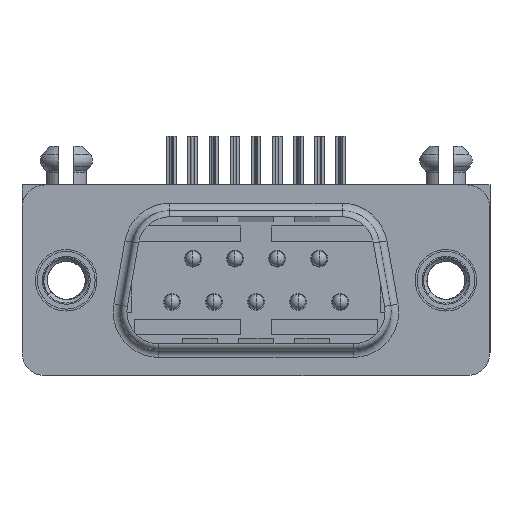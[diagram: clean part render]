
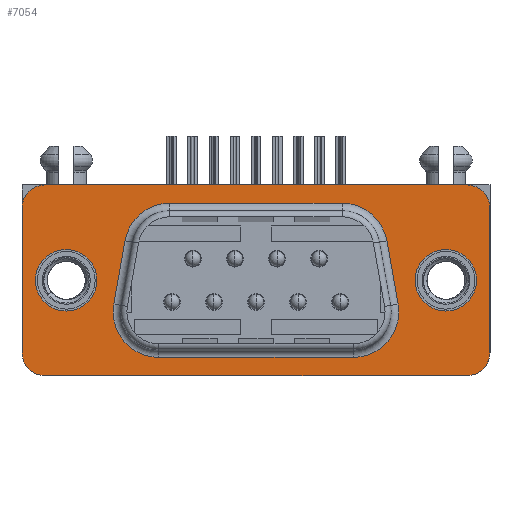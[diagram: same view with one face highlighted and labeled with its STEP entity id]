
A CAD part, front view. The second image highlights one B-rep face of the part: STEP entity #7054.
In plain terms, the highlighted face is planar.
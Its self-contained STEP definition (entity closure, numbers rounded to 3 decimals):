
#5721=CARTESIAN_POINT('',(-12.495,0.,0.));
#5722=DIRECTION('',(0.,1.,0.));
#5723=DIRECTION('',(1.,0.,0.));
#5724=AXIS2_PLACEMENT_3D('',#5721,#5722,#5723);
#5726=CARTESIAN_POINT('',(-12.495,0.,0.));
#5727=DIRECTION('',(0.,1.,0.));
#5728=DIRECTION('',(-1.,0.,0.));
#5729=AXIS2_PLACEMENT_3D('',#5726,#5727,#5728);
#5731=CARTESIAN_POINT('',(12.495,0.,0.));
#5732=DIRECTION('',(0.,1.,0.));
#5733=DIRECTION('',(1.,0.,0.));
#5734=AXIS2_PLACEMENT_3D('',#5731,#5732,#5733);
#5736=CARTESIAN_POINT('',(12.495,0.,0.));
#5737=DIRECTION('',(0.,1.,0.));
#5738=DIRECTION('',(-1.,0.,0.));
#5739=AXIS2_PLACEMENT_3D('',#5736,#5737,#5738);
#5741=DIRECTION('',(0.174,0.,-0.985));
#5742=VECTOR('',#5741,4.224);
#5743=CARTESIAN_POINT('',(8.619,0.,2.601));
#5744=LINE('',#5743,#5742);
#5745=CARTESIAN_POINT('',(6.398,0.,-2.08));
#5746=DIRECTION('',(0.,1.,0.));
#5747=DIRECTION('',(0.985,0.,0.174));
#5748=AXIS2_PLACEMENT_3D('',#5745,#5746,#5747);
#5750=DIRECTION('',(-1.,0.,0.));
#5751=VECTOR('',#5750,12.796);
#5752=CARTESIAN_POINT('',(6.398,0.,-5.08));
#5753=LINE('',#5752,#5751);
#5754=CARTESIAN_POINT('',(-6.398,0.,-2.08));
#5755=DIRECTION('',(0.,1.,0.));
#5756=DIRECTION('',(0.,0.,-1.));
#5757=AXIS2_PLACEMENT_3D('',#5754,#5755,#5756);
#5759=DIRECTION('',(0.174,0.,0.985));
#5760=VECTOR('',#5759,4.224);
#5761=CARTESIAN_POINT('',(-9.352,0.,-1.559));
#5762=LINE('',#5761,#5760);
#5763=CARTESIAN_POINT('',(-5.664,0.,2.08));
#5764=DIRECTION('',(0.,1.,0.));
#5765=DIRECTION('',(-0.985,0.,0.174));
#5766=AXIS2_PLACEMENT_3D('',#5763,#5764,#5765);
#5768=DIRECTION('',(1.,0.,0.));
#5769=VECTOR('',#5768,11.329);
#5770=CARTESIAN_POINT('',(-5.664,0.,5.08));
#5771=LINE('',#5770,#5769);
#5772=CARTESIAN_POINT('',(5.664,0.,2.08));
#5773=DIRECTION('',(0.,1.,0.));
#5774=DIRECTION('',(0.,0.,1.));
#5775=AXIS2_PLACEMENT_3D('',#5772,#5773,#5774);
#5777=DIRECTION('',(1.,0.,0.));
#5778=VECTOR('',#5777,27.8);
#5779=CARTESIAN_POINT('',(-13.9,0.,6.275));
#5780=LINE('',#5779,#5778);
#5781=DIRECTION('',(0.,0.,1.));
#5782=VECTOR('',#5781,9.55);
#5783=CARTESIAN_POINT('',(-15.4,0.,-4.775));
#5784=LINE('',#5783,#5782);
#5785=DIRECTION('',(-1.,0.,0.));
#5786=VECTOR('',#5785,27.8);
#5787=CARTESIAN_POINT('',(13.9,0.,-6.275));
#5788=LINE('',#5787,#5786);
#5789=DIRECTION('',(0.,0.,-1.));
#5790=VECTOR('',#5789,9.55);
#5791=CARTESIAN_POINT('',(15.4,0.,4.775));
#5792=LINE('',#5791,#5790);
#6654=CARTESIAN_POINT('',(13.9,0.,4.775));
#6655=DIRECTION('',(0.,1.,0.));
#6656=DIRECTION('',(0.,0.,1.));
#6657=AXIS2_PLACEMENT_3D('',#6654,#6655,#6656);
#6672=CARTESIAN_POINT('',(13.9,0.,-4.775));
#6673=DIRECTION('',(0.,1.,0.));
#6674=DIRECTION('',(1.,0.,0.));
#6675=AXIS2_PLACEMENT_3D('',#6672,#6673,#6674);
#6690=CARTESIAN_POINT('',(-13.9,0.,-4.775));
#6691=DIRECTION('',(0.,1.,0.));
#6692=DIRECTION('',(0.,0.,-1.));
#6693=AXIS2_PLACEMENT_3D('',#6690,#6691,#6692);
#6708=CARTESIAN_POINT('',(-13.9,0.,4.775));
#6709=DIRECTION('',(0.,1.,0.));
#6710=DIRECTION('',(-1.,0.,0.));
#6711=AXIS2_PLACEMENT_3D('',#6708,#6709,#6710);
#6717=CARTESIAN_POINT('',(-10.47,0.,0.));
#6718=CARTESIAN_POINT('',(-14.52,0.,0.));
#6719=VERTEX_POINT('',#6717);
#6720=VERTEX_POINT('',#6718);
#6721=CARTESIAN_POINT('',(14.52,0.,0.));
#6722=CARTESIAN_POINT('',(10.47,0.,0.));
#6723=VERTEX_POINT('',#6721);
#6724=VERTEX_POINT('',#6722);
#6806=CARTESIAN_POINT('',(15.4,0.,4.775));
#6808=VERTEX_POINT('',#6806);
#6811=CARTESIAN_POINT('',(13.9,0.,6.275));
#6812=VERTEX_POINT('',#6811);
#6814=CARTESIAN_POINT('',(13.9,0.,-6.275));
#6816=VERTEX_POINT('',#6814);
#6819=CARTESIAN_POINT('',(15.4,0.,-4.775));
#6820=VERTEX_POINT('',#6819);
#6822=CARTESIAN_POINT('',(-13.9,0.,6.275));
#6824=VERTEX_POINT('',#6822);
#6827=CARTESIAN_POINT('',(-15.4,0.,4.775));
#6828=VERTEX_POINT('',#6827);
#6830=CARTESIAN_POINT('',(-15.4,0.,-4.775));
#6832=VERTEX_POINT('',#6830);
#6835=CARTESIAN_POINT('',(-13.9,0.,-6.275));
#6836=VERTEX_POINT('',#6835);
#6869=CARTESIAN_POINT('',(8.619,0.,2.601));
#6870=CARTESIAN_POINT('',(9.352,0.,-1.559));
#6871=VERTEX_POINT('',#6869);
#6872=VERTEX_POINT('',#6870);
#6877=CARTESIAN_POINT('',(6.398,0.,
-5.08));
#6878=VERTEX_POINT('',#6877);
#6881=CARTESIAN_POINT('',(-6.398,0.,-5.08));
#6882=VERTEX_POINT('',#6881);
#6885=CARTESIAN_POINT('',(-9.352,0.,
-1.559));
#6886=VERTEX_POINT('',#6885);
#6889=CARTESIAN_POINT('',(-8.619,0.,2.601));
#6890=VERTEX_POINT('',#6889);
#6893=CARTESIAN_POINT('',(-5.664,0.,
5.08));
#6894=VERTEX_POINT('',#6893);
#6897=CARTESIAN_POINT('',(5.664,0.,5.08));
#6898=VERTEX_POINT('',#6897);
#7001=CARTESIAN_POINT('',(0.,0.,0.));
#7002=DIRECTION('',(0.,1.,0.));
#7003=DIRECTION('',(1.,0.,0.));
#7004=AXIS2_PLACEMENT_3D('',#7001,#7002,#7003);
#7005=PLANE('',#7004);
#7007=ORIENTED_EDGE('',*,*,#7006,.F.);
#7009=ORIENTED_EDGE('',*,*,#7008,.F.);
#7011=ORIENTED_EDGE('',*,*,#7010,.F.);
#7013=ORIENTED_EDGE('',*,*,#7012,.F.);
#7015=ORIENTED_EDGE('',*,*,#7014,.F.);
#7017=ORIENTED_EDGE('',*,*,#7016,.F.);
#7019=ORIENTED_EDGE('',*,*,#7018,.F.);
#7021=ORIENTED_EDGE('',*,*,#7020,.F.);
#7022=EDGE_LOOP('',(#7007,#7009,#7011,#7013,#7015,#7017,#7019,#7021));
#7023=FACE_OUTER_BOUND('',#7022,.F.);
#7025=ORIENTED_EDGE('',*,*,#7024,.T.);
#7027=ORIENTED_EDGE('',*,*,#7026,.T.);
#7028=EDGE_LOOP('',(#7025,#7027));
#7029=FACE_BOUND('',#7028,.F.);
#7031=ORIENTED_EDGE('',*,*,#7030,.T.);
#7033=ORIENTED_EDGE('',*,*,#7032,.T.);
#7035=ORIENTED_EDGE('',*,*,#7034,.T.);
#7037=ORIENTED_EDGE('',*,*,#7036,.T.);
#7039=ORIENTED_EDGE('',*,*,#7038,.T.);
#7041=ORIENTED_EDGE('',*,*,#7040,.T.);
#7043=ORIENTED_EDGE('',*,*,#7042,.T.);
#7045=ORIENTED_EDGE('',*,*,#7044,.T.);
#7046=EDGE_LOOP('',(#7031,#7033,#7035,#7037,#7039,#7041,#7043,#7045));
#7047=FACE_BOUND('',#7046,.F.);
#7049=ORIENTED_EDGE('',*,*,#7048,.T.);
#7051=ORIENTED_EDGE('',*,*,#7050,.T.);
#7052=EDGE_LOOP('',(#7049,#7051));
#7053=FACE_BOUND('',#7052,.F.);
#5725=CIRCLE('',#5724,2.025);
#5730=CIRCLE('',#5729,2.025);
#5735=CIRCLE('',#5734,2.025);
#5740=CIRCLE('',#5739,2.025);
#5749=CIRCLE('',#5748,3.);
#5758=CIRCLE('',#5757,3.);
#5767=CIRCLE('',#5766,3.);
#5776=CIRCLE('',#5775,3.);
#6658=CIRCLE('',#6657,1.5);
#6676=CIRCLE('',#6675,1.5);
#6694=CIRCLE('',#6693,1.5);
#6712=CIRCLE('',#6711,1.5);
#7006=EDGE_CURVE('',#6812,#6808,#6658,.T.);
#7008=EDGE_CURVE('',#6824,#6812,#5780,.T.);
#7010=EDGE_CURVE('',#6828,#6824,#6712,.T.);
#7012=EDGE_CURVE('',#6832,#6828,#5784,.T.);
#7014=EDGE_CURVE('',#6836,#6832,#6694,.T.);
#7016=EDGE_CURVE('',#6816,#6836,#5788,.T.);
#7018=EDGE_CURVE('',#6820,#6816,#6676,.T.);
#7020=EDGE_CURVE('',#6808,#6820,#5792,.T.);
#7024=EDGE_CURVE('',#6723,#6724,#5735,.T.);
#7026=EDGE_CURVE('',#6724,#6723,#5740,.T.);
#7030=EDGE_CURVE('',#6871,#6872,#5744,.T.);
#7032=EDGE_CURVE('',#6872,#6878,#5749,.T.);
#7034=EDGE_CURVE('',#6878,#6882,#5753,.T.);
#7036=EDGE_CURVE('',#6882,#6886,#5758,.T.);
#7038=EDGE_CURVE('',#6886,#6890,#5762,.T.);
#7040=EDGE_CURVE('',#6890,#6894,#5767,.T.);
#7042=EDGE_CURVE('',#6894,#6898,#5771,.T.);
#7044=EDGE_CURVE('',#6898,#6871,#5776,.T.);
#7048=EDGE_CURVE('',#6719,#6720,#5725,.T.);
#7050=EDGE_CURVE('',#6720,#6719,#5730,.T.);
#7054=ADVANCED_FACE('',(#7023,#7029,#7047,#7053),#7005,.T.);
